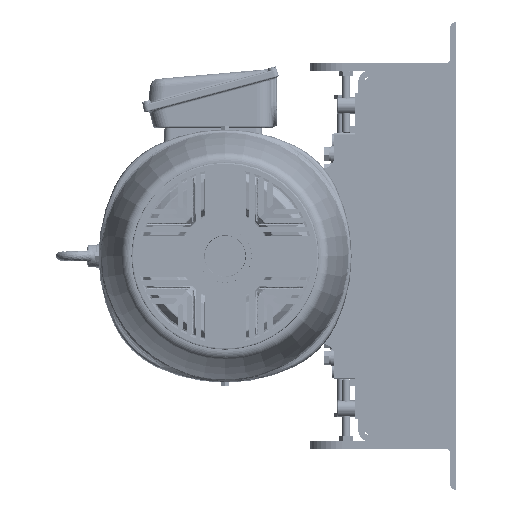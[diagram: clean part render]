
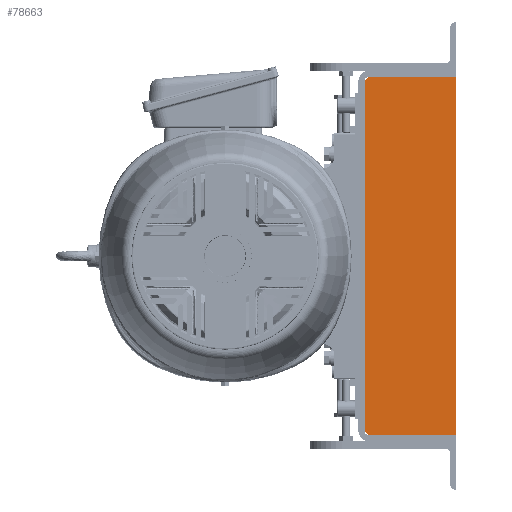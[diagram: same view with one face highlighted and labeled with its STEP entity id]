
A CAD part, left-side view. The second image highlights one B-rep face of the part: STEP entity #78663.
In plain terms, the highlighted planar face has unit normal (-1, 0, 0).
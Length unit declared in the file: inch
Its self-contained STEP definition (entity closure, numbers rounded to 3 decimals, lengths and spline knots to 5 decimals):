
#5781 = LINE ( 'NONE', #56559, #14385 ) ;
#7218 = FACE_OUTER_BOUND ( 'NONE', #78423, .T. ) ;
#14385 = VECTOR ( 'NONE', #194012, 39.37008 ) ;
#23378 = ORIENTED_EDGE ( 'NONE', *, *, #208008, .F. ) ;
#34478 = ORIENTED_EDGE ( 'NONE', *, *, #50165, .F. ) ;
#35858 = LINE ( 'NONE', #207106, #324063 ) ;
#50165 = EDGE_CURVE ( 'NONE', #168612, #225456, #35858, .T. ) ;
#56559 = CARTESIAN_POINT ( 'NONE',  ( 0., 0., -0.375 ) ) ;
#64481 = VERTEX_POINT ( 'NONE', #123776 ) ;
#65220 = EDGE_CURVE ( 'NONE', #64481, #108765, #5781, .T. ) ;
#67579 = EDGE_CURVE ( 'NONE', #128865, #168612, #172222, .T. ) ;
#78423 = EDGE_LOOP ( 'NONE', ( #241598, #91905, #114308, #34478, #165997, #23378 ) ) ;
#78663 = ADVANCED_FACE ( 'NONE', ( #7218 ), #274213, .T. ) ;
#89221 = DIRECTION ( 'NONE',  ( 0., 1., 0. ) ) ;
#91905 = ORIENTED_EDGE ( 'NONE', *, *, #65220, .F. ) ;
#104564 = EDGE_CURVE ( 'NONE', #108765, #257268, #133333, .T. ) ;
#108285 = LINE ( 'NONE', #302440, #307372 ) ;
#108765 = VERTEX_POINT ( 'NONE', #328747 ) ;
#114308 = ORIENTED_EDGE ( 'NONE', *, *, #160509, .F. ) ;
#116614 = DIRECTION ( 'NONE',  ( 0., 0., 1. ) ) ;
#123250 = LINE ( 'NONE', #279384, #309452 ) ;
#123776 = CARTESIAN_POINT ( 'NONE',  ( 0., 5.375, -0.375 ) ) ;
#128865 = VERTEX_POINT ( 'NONE', #189895 ) ;
#129648 = CARTESIAN_POINT ( 'NONE',  ( 0., 0., -22.375 ) ) ;
#129671 = VECTOR ( 'NONE', #306611, 39.37008 ) ;
#133333 = LINE ( 'NONE', #251349, #188484 ) ;
#158687 = CARTESIAN_POINT ( 'NONE',  ( 0., 5.625, -22.125 ) ) ;
#160509 = EDGE_CURVE ( 'NONE', #225456, #64481, #123250, .T. ) ;
#165997 = ORIENTED_EDGE ( 'NONE', *, *, #67579, .F. ) ;
#168612 = VERTEX_POINT ( 'NONE', #259268 ) ;
#171184 = CARTESIAN_POINT ( 'NONE',  ( 0., 0., 0.22882 ) ) ;
#172222 = LINE ( 'NONE', #158687, #129671 ) ;
#188484 = VECTOR ( 'NONE', #195844, 39.37008 ) ;
#189895 = CARTESIAN_POINT ( 'NONE',  ( 0., 5.375, -22.375 ) ) ;
#194012 = DIRECTION ( 'NONE',  ( 0., -1., 0. ) ) ;
#195844 = DIRECTION ( 'NONE',  ( 0., 0., -1. ) ) ;
#207106 = CARTESIAN_POINT ( 'NONE',  ( 0., 5.625, -0.625 ) ) ;
#208008 = EDGE_CURVE ( 'NONE', #257268, #128865, #108285, .T. ) ;
#225456 = VERTEX_POINT ( 'NONE', #265718 ) ;
#234308 = DIRECTION ( 'NONE',  ( 0., 0., 1. ) ) ;
#241598 = ORIENTED_EDGE ( 'NONE', *, *, #104564, .F. ) ;
#251349 = CARTESIAN_POINT ( 'NONE',  ( 0., 0., -22.375 ) ) ;
#257268 = VERTEX_POINT ( 'NONE', #129648 ) ;
#259268 = CARTESIAN_POINT ( 'NONE',  ( 0., 5.625, -22.125 ) ) ;
#265718 = CARTESIAN_POINT ( 'NONE',  ( 0., 5.625, -0.625 ) ) ;
#268458 = DIRECTION ( 'NONE',  ( 0., -0.707, 0.707 ) ) ;
#274213 = PLANE ( 'NONE',  #338053 ) ;
#279384 = CARTESIAN_POINT ( 'NONE',  ( 0., 5.375, -0.375 ) ) ;
#302440 = CARTESIAN_POINT ( 'NONE',  ( 0., 5.375, -22.375 ) ) ;
#306611 = DIRECTION ( 'NONE',  ( 0., 0.707, 0.707 ) ) ;
#307372 = VECTOR ( 'NONE', #89221, 39.37008 ) ;
#309452 = VECTOR ( 'NONE', #268458, 39.37008 ) ;
#324063 = VECTOR ( 'NONE', #234308, 39.37008 ) ;
#328747 = CARTESIAN_POINT ( 'NONE',  ( 0., 0., -0.375 ) ) ;
#334488 = DIRECTION ( 'NONE',  ( -1., 0., 0. ) ) ;
#338053 = AXIS2_PLACEMENT_3D ( 'NONE', #171184, #334488, #116614 ) ;
